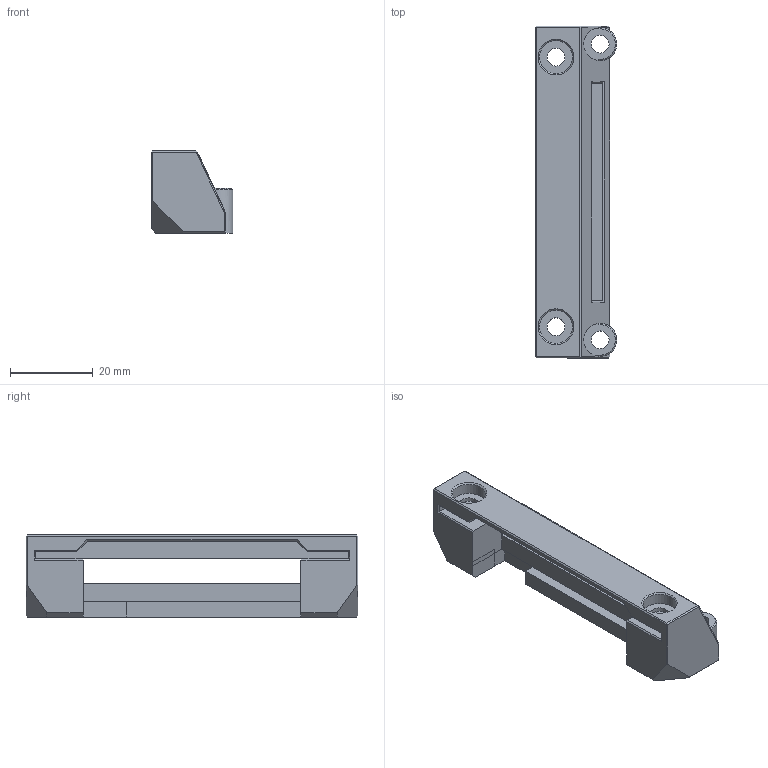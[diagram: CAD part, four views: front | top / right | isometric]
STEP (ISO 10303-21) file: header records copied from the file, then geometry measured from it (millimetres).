
FILE_DESCRIPTION(('FreeCAD Model'),'2;1');
FILE_NAME( 'HungarianRGB-Support.step', '2019-06-18T23:38:43',('Author'),(''), 'Open CASCADE STEP processor 7.3','FreeCAD','Unknown');
FILE_SCHEMA(('AUTOMOTIVE_DESIGN { 1 0 10303 214 1 1 1 1 }'));
Length unit declared in the file: millimetre
Products named in the file (1): Body
Bounding box: 19.65 x 80 x 19.8 mm (x, y, z)
Volume: 11806.4 mm3; surface area: 7886.3 mm2
Topology: 1 solids, 1 shells, 124 faces, 307 edges, 188 vertices
Faces by surface type: plane 96, cylinder 14, bspline 8, cone 6
Full cylindrical faces by diameter (mm): 4.3 x6, 8 x2
Entity records: 9787 total; most frequent: CARTESIAN_POINT 3624, DIRECTION 1111, LINE 759, VECTOR 759, ORIENTED_EDGE 614, PCURVE 614, DEFINITIONAL_REPRESENTATION 614, EDGE_CURVE 307
